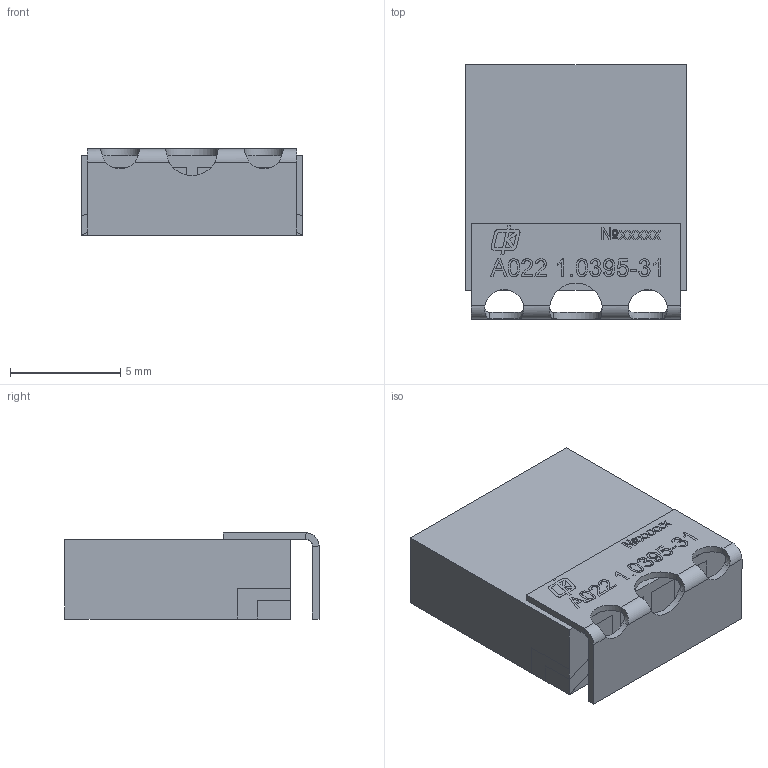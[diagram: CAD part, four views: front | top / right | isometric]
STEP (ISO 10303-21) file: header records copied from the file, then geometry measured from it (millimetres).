
FILE_DESCRIPTION(('STEP AP203'), '1');
FILE_NAME('ÍØÁÀ.434834.10-10.01_Ôèëüòð ÔÊÏ1-210-10-1.0395-31', '', ('UNSPECIFIED'), ('UNSPECIFIED'), 'ASCON STEP Converter 1.6', 'ASCON Math Kernel', '');
FILE_SCHEMA(('CONFIG_CONTROL_DESIGN'));
Length unit declared in the file: millimetre
Products named in the file (1): НШБА.434834.10-10.01_Фильтр ФКП1-210-10-1.0395-31
Bounding box: 10 x 11.5 x 3.9 mm (x, y, z)
Volume: 386.5 mm3; surface area: 437.3 mm2
Topology: 1 solids, 1 shells, 394 faces, 1051 edges, 686 vertices
Faces by surface type: plane 255, bspline 118, cylinder 21
Entity records: 26140 total; most frequent: CARTESIAN_POINT 14110, ORIENTED_EDGE 2102, DIRECTION 1310, EDGE_CURVE 1051, VERTEX_POINT 686, LINE 684, VECTOR 684, FACE_BOUND 427
